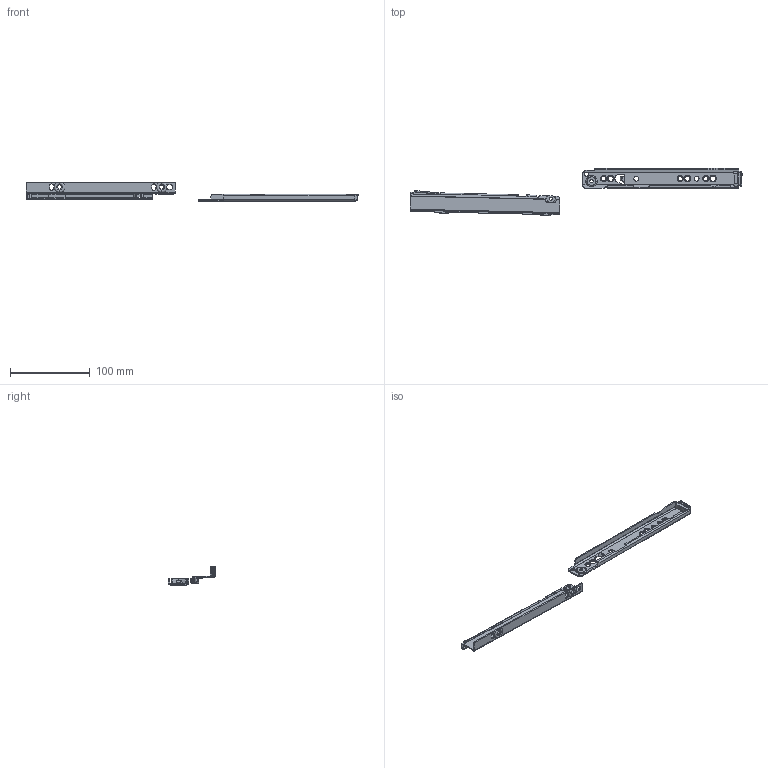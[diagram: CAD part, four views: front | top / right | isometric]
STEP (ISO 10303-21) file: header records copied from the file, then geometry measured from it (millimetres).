
FILE_DESCRIPTION (( 'STEP AP214' ), '1' );
FILE_NAME ('FR_6500.0200mm_08inch_open_left.STEP', '2022-11-15T14:04:09', ( '' ), ( '' ), 'SwSTEP 2.0', 'SolidWorks 2020', '' );
FILE_SCHEMA (( 'AUTOMOTIVE_DESIGN' ));
Length unit declared in the file: millimetre
Products named in the file (6): 6500.200-01.L019_NL 200; 6500.200-03.L019_NL 200; AG-008; FR_6500.0200mm_08inch_open_left; 6500.200-03.L019_NL 200 - L019
Assembly tree (5 placements, depth 3):
  FR_6500.0200mm_08inch_open_left
    6500.200-01.L019_NL 200
      6500.200-01.L019_NL 200
      AG-008
    6500.200-03.L019_NL 200
      6500.200-03.L019_NL 200 - L019
Bounding box: 415.51 x 59.11 x 23.3 mm (x, y, z)
Volume: 23155.3 mm3; surface area: 32854.2 mm2
Topology: 3 solids, 3 shells, 604 faces, 1518 edges, 925 vertices
Faces by surface type: cylinder 246, plane 236, bspline 43, torus 39, cone 36, sphere 4
Entity records: 20161 total; most frequent: CARTESIAN_POINT 5792, ORIENTED_EDGE 3028, DIRECTION 2944, EDGE_CURVE 1514, AXIS2_PLACEMENT_3D 1102, VERTEX_POINT 925, LINE 740, VECTOR 740
